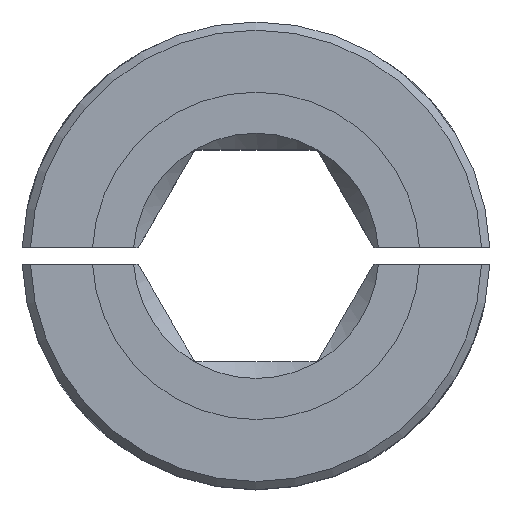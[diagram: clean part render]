
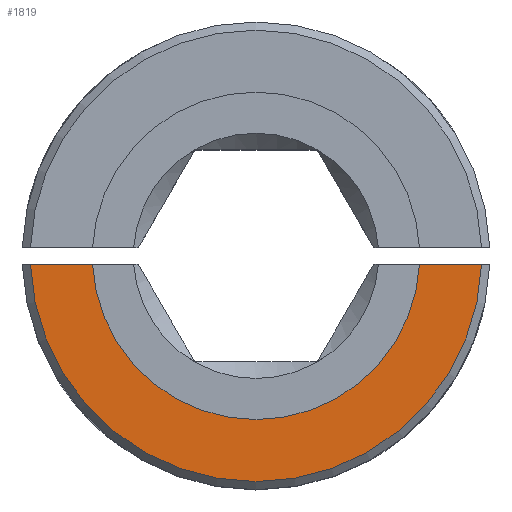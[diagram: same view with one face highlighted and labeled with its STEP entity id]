
A CAD part, top view. The second image highlights one B-rep face of the part: STEP entity #1819.
In plain terms, the highlighted planar face has unit normal (0, 0, 1).
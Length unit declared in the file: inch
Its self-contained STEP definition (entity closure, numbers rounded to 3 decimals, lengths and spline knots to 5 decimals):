
#74 = VERTEX_POINT ( 'NONE', #731 ) ;
#82 = AXIS2_PLACEMENT_3D ( 'NONE', #1833, #1222, #1799 ) ;
#91 = AXIS2_PLACEMENT_3D ( 'NONE', #1492, #1473, #117 ) ;
#117 = DIRECTION ( 'NONE',  ( 1., 0., 0. ) ) ;
#156 = EDGE_CURVE ( 'NONE', #216, #706, #846, .T. ) ;
#216 = VERTEX_POINT ( 'NONE', #870 ) ;
#219 = AXIS2_PLACEMENT_3D ( 'NONE', #403, #1599, #988 ) ;
#332 = PLANE ( 'NONE',  #82 ) ;
#378 = CARTESIAN_POINT ( 'NONE',  ( 0.54246, -0.01969, 0.17963 ) ) ;
#391 = EDGE_CURVE ( 'NONE', #216, #410, #918, .T. ) ;
#403 = CARTESIAN_POINT ( 'NONE',  ( 0., 0., 0.17963 ) ) ;
#410 = VERTEX_POINT ( 'NONE', #378 ) ;
#552 = ORIENTED_EDGE ( 'NONE', *, *, #391, .T. ) ;
#677 = CARTESIAN_POINT ( 'NONE',  ( 0., -0.01969, 0.17963 ) ) ;
#706 = VERTEX_POINT ( 'NONE', #1688 ) ;
#731 = CARTESIAN_POINT ( 'NONE',  ( 0.39321, -0.01969, 0.17963 ) ) ;
#846 = LINE ( 'NONE', #677, #1914 ) ;
#870 = CARTESIAN_POINT ( 'NONE',  ( -0.54246, -0.01969, 0.17963 ) ) ;
#918 = CIRCLE ( 'NONE', #219, 0.54281 ) ;
#921 = EDGE_CURVE ( 'NONE', #706, #74, #941, .T. ) ;
#941 = CIRCLE ( 'NONE', #91, 0.3937 ) ;
#988 = DIRECTION ( 'NONE',  ( 1., 0., 0. ) ) ;
#1067 = ORIENTED_EDGE ( 'NONE', *, *, #156, .F. ) ;
#1070 = EDGE_CURVE ( 'NONE', #74, #410, #1232, .T. ) ;
#1096 = ORIENTED_EDGE ( 'NONE', *, *, #1070, .F. ) ;
#1123 = ORIENTED_EDGE ( 'NONE', *, *, #921, .F. ) ;
#1222 = DIRECTION ( 'NONE',  ( 0., 0., 1. ) ) ;
#1225 = DIRECTION ( 'NONE',  ( 1., 0., 0. ) ) ;
#1232 = LINE ( 'NONE', #1676, #1696 ) ;
#1425 = EDGE_LOOP ( 'NONE', ( #1067, #552, #1096, #1123 ) ) ;
#1473 = DIRECTION ( 'NONE',  ( 0., 0., 1. ) ) ;
#1492 = CARTESIAN_POINT ( 'NONE',  ( 0., 0., 0.17963 ) ) ;
#1514 = FACE_OUTER_BOUND ( 'NONE', #1425, .T. ) ;
#1599 = DIRECTION ( 'NONE',  ( 0., 0., 1. ) ) ;
#1676 = CARTESIAN_POINT ( 'NONE',  ( 0., -0.01969, 0.17963 ) ) ;
#1688 = CARTESIAN_POINT ( 'NONE',  ( -0.39321, -0.01969, 0.17963 ) ) ;
#1696 = VECTOR ( 'NONE', #1225, 39.37008 ) ;
#1799 = DIRECTION ( 'NONE',  ( 1., 0., 0. ) ) ;
#1819 = ADVANCED_FACE ( 'NONE', ( #1514 ), #332, .T. ) ;
#1833 = CARTESIAN_POINT ( 'NONE',  ( 0., 0., 0.17963 ) ) ;
#1872 = DIRECTION ( 'NONE',  ( 1., 0., 0. ) ) ;
#1914 = VECTOR ( 'NONE', #1872, 39.37008 ) ;
